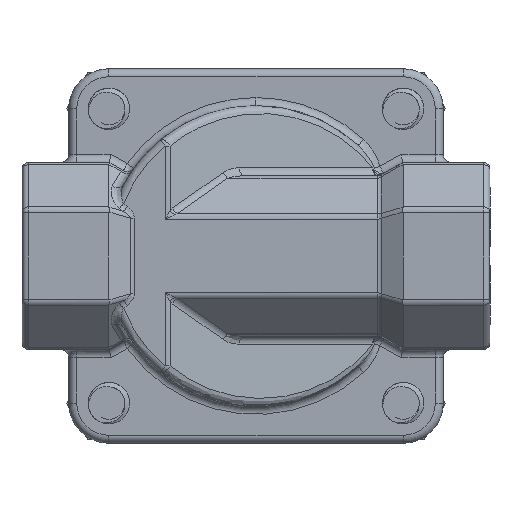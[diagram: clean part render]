
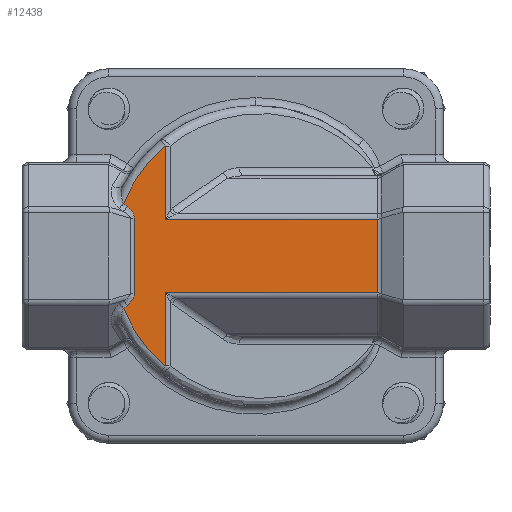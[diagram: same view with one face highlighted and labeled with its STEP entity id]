
A CAD part, front view. The second image highlights one B-rep face of the part: STEP entity #12438.
In plain terms, the highlighted planar face has unit normal (0, -1, 0).
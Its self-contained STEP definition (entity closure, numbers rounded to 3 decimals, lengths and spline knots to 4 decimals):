
#219 = VERTEX_POINT ( 'NONE', #8203 ) ;
#630 = DIRECTION ( 'NONE',  ( 0., -1., 0. ) ) ;
#636 = EDGE_CURVE ( 'NONE', #16333, #1982, #20722, .T. ) ;
#1303 = DIRECTION ( 'NONE',  ( 0., 0., 1. ) ) ;
#1490 = DIRECTION ( 'NONE',  ( 0., 0., 1. ) ) ;
#1518 = LINE ( 'NONE', #12448, #1545 ) ;
#1545 = VECTOR ( 'NONE', #16878, 39.3701 ) ;
#1714 = CIRCLE ( 'NONE', #20510, 0.839 ) ;
#1936 = ORIENTED_EDGE ( 'NONE', *, *, #19436, .T. ) ;
#1982 = VERTEX_POINT ( 'NONE', #9998 ) ;
#2006 = VECTOR ( 'NONE', #5492, 39.3701 ) ;
#2028 = CARTESIAN_POINT ( 'NONE',  ( -0.7307, -1.13, -0.2682 ) ) ;
#2706 = CARTESIAN_POINT ( 'NONE',  ( -0.5332, -1.13, 0.6477 ) ) ;
#2788 = CARTESIAN_POINT ( 'NONE',  ( -0.7166, -1.13, 0.2443 ) ) ;
#3067 = ORIENTED_EDGE ( 'NONE', *, *, #636, .T. ) ;
#3203 = CARTESIAN_POINT ( 'NONE',  ( 0.7166, -1.13, -0.2165 ) ) ;
#3283 = DIRECTION ( 'NONE',  ( 0., 0., 1. ) ) ;
#3988 = VECTOR ( 'NONE', #23633, 39.3701 ) ;
#4233 = VERTEX_POINT ( 'NONE', #4289 ) ;
#4289 = CARTESIAN_POINT ( 'NONE',  ( 0.7159, -1.13, 0.2165 ) ) ;
#4370 = CARTESIAN_POINT ( 'NONE',  ( 0., -1.13, 0. ) ) ;
#5492 = DIRECTION ( 'NONE',  ( -1., 0., 0. ) ) ;
#5669 = DIRECTION ( 'NONE',  ( -0.756, 0., -0.655 ) ) ;
#5901 = CARTESIAN_POINT ( 'NONE',  ( 0.7161, -1.13, -0.2165 ) ) ;
#5935 = VERTEX_POINT ( 'NONE', #11484 ) ;
#6125 = LINE ( 'NONE', #12084, #3988 ) ;
#6196 = DIRECTION ( 'NONE',  ( 0., 0., 1. ) ) ;
#6225 = VERTEX_POINT ( 'NONE', #8289 ) ;
#7643 = ORIENTED_EDGE ( 'NONE', *, *, #26979, .T. ) ;
#7784 = ORIENTED_EDGE ( 'NONE', *, *, #12385, .T. ) ;
#8030 = LINE ( 'NONE', #25245, #16080 ) ;
#8203 = CARTESIAN_POINT ( 'NONE',  ( -0.5332, -1.13, -0.6477 ) ) ;
#8289 = CARTESIAN_POINT ( 'NONE',  ( -0.7573, -1.13, -0.2913 ) ) ;
#8345 = EDGE_CURVE ( 'NONE', #1982, #23684, #1518, .T. ) ;
#8354 = CARTESIAN_POINT ( 'NONE',  ( 0., -1.13, 0. ) ) ;
#8841 = CARTESIAN_POINT ( 'NONE',  ( -0.7166, -1.13, 0.2223 ) ) ;
#8878 = AXIS2_PLACEMENT_3D ( 'NONE', #8354, #25860, #6196 ) ;
#9219 = VECTOR ( 'NONE', #14280, 39.3701 ) ;
#9833 = LINE ( 'NONE', #18575, #2006 ) ;
#9998 = CARTESIAN_POINT ( 'NONE',  ( -0.7794, -1.13, 0.3105 ) ) ;
#11421 = ORIENTED_EDGE ( 'NONE', *, *, #21042, .T. ) ;
#11484 = CARTESIAN_POINT ( 'NONE',  ( 0.7159, -1.13, -0.2165 ) ) ;
#11557 = CARTESIAN_POINT ( 'NONE',  ( -0.7573, -1.13, 0.2913 ) ) ;
#11787 = VERTEX_POINT ( 'NONE', #24532 ) ;
#11954 = ORIENTED_EDGE ( 'NONE', *, *, #18203, .T. ) ;
#12084 = CARTESIAN_POINT ( 'NONE',  ( 0., -1.13, -0.2165 ) ) ;
#12148 = DIRECTION ( 'NONE',  ( 0., -1., 0. ) ) ;
#12306 = CARTESIAN_POINT ( 'NONE',  ( -0.7573, -1.13, 0.2913 ) ) ;
#12385 = EDGE_CURVE ( 'NONE', #18478, #4233, #24218, .T. ) ;
#12402 = ORIENTED_EDGE ( 'NONE', *, *, #13334, .T. ) ;
#12438 = ADVANCED_FACE ( 'Defeatured_0_44', ( #21405 ), #28014, .F. ) ;
#12448 = CARTESIAN_POINT ( 'NONE',  ( -0.7139, -1.13, 0.2537 ) ) ;
#13142 = DIRECTION ( 'NONE',  ( 0., 0., 1. ) ) ;
#13334 = EDGE_CURVE ( 'NONE', #4233, #15510, #9833, .T. ) ;
#13782 = EDGE_CURVE ( 'NONE', #11787, #23684, #14174, .T. ) ;
#13996 = VERTEX_POINT ( 'NONE', #3203 ) ;
#14174 =( BOUNDED_CURVE ( )  B_SPLINE_CURVE ( 3, ( #8841, #2788, #26189, #11557 ),
 .UNSPECIFIED., .F., .F. ) 
 B_SPLINE_CURVE_WITH_KNOTS ( ( 4, 4 ),
 ( 0.1391, 0.8099 ),
 .UNSPECIFIED. ) 
 CURVE ( )  GEOMETRIC_REPRESENTATION_ITEM ( )  RATIONAL_B_SPLINE_CURVE ( ( 1., 0.963, 0.963, 1. ) ) 
 REPRESENTATION_ITEM ( '' )  );
#14280 = DIRECTION ( 'NONE',  ( 0., 0., 1. ) ) ;
#14378 = CARTESIAN_POINT ( 'NONE',  ( -0.5332, -1.13, 0. ) ) ;
#15510 = VERTEX_POINT ( 'NONE', #21260 ) ;
#15655 = CARTESIAN_POINT ( 'NONE',  ( 0.7166, -1.13, 0.2165 ) ) ;
#15740 = ORIENTED_EDGE ( 'NONE', *, *, #20123, .T. ) ;
#15844 = LINE ( 'NONE', #24585, #23396 ) ;
#16080 = VECTOR ( 'NONE', #23509, 39.3701 ) ;
#16333 = VERTEX_POINT ( 'NONE', #2706 ) ;
#16399 = EDGE_LOOP ( 'NONE', ( #11421, #1936, #23789, #15740, #7643, #21047, #7784, #12402, #11954, #3067, #24323, #25419, #26866, #23400 ) ) ;
#16521 = LINE ( 'NONE', #14378, #17538 ) ;
#16550 = CARTESIAN_POINT ( 'NONE',  ( 0.7164, -1.13, 0.2165 ) ) ;
#16588 = LINE ( 'NONE', #25335, #22836 ) ;
#16693 = CARTESIAN_POINT ( 'NONE',  ( 0.7166, -1.13, 0.2165 ) ) ;
#16878 = DIRECTION ( 'NONE',  ( 0.756, 0., -0.655 ) ) ;
#17538 = VECTOR ( 'NONE', #1303, 39.3701 ) ;
#17760 = CARTESIAN_POINT ( 'NONE',  ( -0.5332, -1.13, -0.2165 ) ) ;
#17964 = CARTESIAN_POINT ( 'NONE',  ( -0.7794, -1.13, -0.3105 ) ) ;
#18203 = EDGE_CURVE ( 'NONE', #15510, #16333, #16521, .T. ) ;
#18478 = VERTEX_POINT ( 'NONE', #15655 ) ;
#18575 = CARTESIAN_POINT ( 'NONE',  ( 0., -1.13, 0.2165 ) ) ;
#18836 = CARTESIAN_POINT ( 'NONE',  ( 0.7166, -1.13, -0.2165 ) ) ;
#19007 = CARTESIAN_POINT ( 'NONE',  ( 0., -1.13, 0. ) ) ;
#19436 = EDGE_CURVE ( 'NONE', #21761, #219, #1714, .T. ) ;
#19533 = CARTESIAN_POINT ( 'NONE',  ( -0.7166, -1.13, -0.2443 ) ) ;
#20123 = EDGE_CURVE ( 'NONE', #22195, #5935, #6125, .T. ) ;
#20510 = AXIS2_PLACEMENT_3D ( 'NONE', #4370, #630, #13142 ) ;
#20722 = CIRCLE ( 'NONE', #27135, 0.839 ) ;
#20874 = CARTESIAN_POINT ( 'NONE',  ( 0.7166, -1.13, 0.236 ) ) ;
#21042 = EDGE_CURVE ( 'NONE', #6225, #21761, #16588, .T. ) ;
#21047 = ORIENTED_EDGE ( 'NONE', *, *, #24849, .T. ) ;
#21258 = CARTESIAN_POINT ( 'NONE',  ( 0.7164, -1.13, -0.2165 ) ) ;
#21260 = CARTESIAN_POINT ( 'NONE',  ( -0.5332, -1.13, 0.2165 ) ) ;
#21405 = FACE_OUTER_BOUND ( 'NONE', #16399, .T. ) ;
#21632 = EDGE_CURVE ( 'NONE', #6225, #26196, #26176, .T. ) ;
#21690 = CARTESIAN_POINT ( 'NONE',  ( -0.7573, -1.13, -0.2913 ) ) ;
#21761 = VERTEX_POINT ( 'NONE', #17964 ) ;
#22195 = VERTEX_POINT ( 'NONE', #17760 ) ;
#22836 = VECTOR ( 'NONE', #5669, 39.3701 ) ;
#22885 = LINE ( 'NONE', #20874, #9219 ) ;
#23148 = CARTESIAN_POINT ( 'NONE',  ( 0.7159, -1.13, 0.2165 ) ) ;
#23396 = VECTOR ( 'NONE', #3283, 39.3701 ) ;
#23400 = ORIENTED_EDGE ( 'NONE', *, *, #21632, .F. ) ;
#23509 = DIRECTION ( 'NONE',  ( 0., 0., -1. ) ) ;
#23633 = DIRECTION ( 'NONE',  ( 1., 0., 0. ) ) ;
#23684 = VERTEX_POINT ( 'NONE', #12306 ) ;
#23789 = ORIENTED_EDGE ( 'NONE', *, *, #25198, .T. ) ;
#24218 =( BOUNDED_CURVE ( )  B_SPLINE_CURVE ( 3, ( #16693, #16550, #25300, #23148 ),
 .UNSPECIFIED., .F., .T. ) 
 B_SPLINE_CURVE_WITH_KNOTS ( ( 4, 4 ),
 ( 3.1346, 3.1416 ),
 .UNSPECIFIED. ) 
 CURVE ( )  GEOMETRIC_REPRESENTATION_ITEM ( )  RATIONAL_B_SPLINE_CURVE ( ( 1., 1., 1., 1. ) ) 
 REPRESENTATION_ITEM ( '' )  );
#24323 = ORIENTED_EDGE ( 'NONE', *, *, #8345, .T. ) ;
#24532 = CARTESIAN_POINT ( 'NONE',  ( -0.7166, -1.13, 0.2223 ) ) ;
#24585 = CARTESIAN_POINT ( 'NONE',  ( -0.5332, -1.13, 0. ) ) ;
#24849 = EDGE_CURVE ( 'NONE', #13996, #18478, #22885, .T. ) ;
#25115 = CARTESIAN_POINT ( 'NONE',  ( -0.7166, -1.13, -0.2223 ) ) ;
#25198 = EDGE_CURVE ( 'NONE', #219, #22195, #15844, .T. ) ;
#25245 = CARTESIAN_POINT ( 'NONE',  ( -0.7166, -1.13, -0.236 ) ) ;
#25300 = CARTESIAN_POINT ( 'NONE',  ( 0.7161, -1.13, 0.2165 ) ) ;
#25335 = CARTESIAN_POINT ( 'NONE',  ( -0.8109, -1.13, -0.3377 ) ) ;
#25361 = EDGE_CURVE ( 'NONE', #11787, #26196, #8030, .T. ) ;
#25419 = ORIENTED_EDGE ( 'NONE', *, *, #13782, .F. ) ;
#25568 = CARTESIAN_POINT ( 'NONE',  ( 0.7159, -1.13, -0.2165 ) ) ;
#25860 = DIRECTION ( 'NONE',  ( 0., 1., 0. ) ) ;
#26176 =( BOUNDED_CURVE ( )  B_SPLINE_CURVE ( 3, ( #21690, #2028, #19533, #28299 ),
 .UNSPECIFIED., .F., .T. ) 
 B_SPLINE_CURVE_WITH_KNOTS ( ( 4, 4 ),
 ( 5.4733, 6.1441 ),
 .UNSPECIFIED. ) 
 CURVE ( )  GEOMETRIC_REPRESENTATION_ITEM ( )  RATIONAL_B_SPLINE_CURVE ( ( 1., 0.963, 0.963, 1. ) ) 
 REPRESENTATION_ITEM ( '' )  );
#26189 = CARTESIAN_POINT ( 'NONE',  ( -0.7307, -1.13, 0.2682 ) ) ;
#26196 = VERTEX_POINT ( 'NONE', #25115 ) ;
#26866 = ORIENTED_EDGE ( 'NONE', *, *, #25361, .T. ) ;
#26979 = EDGE_CURVE ( 'NONE', #5935, #13996, #28311, .T. ) ;
#27135 = AXIS2_PLACEMENT_3D ( 'NONE', #19007, #12148, #1490 ) ;
#28014 = PLANE ( 'NONE',  #8878 ) ;
#28299 = CARTESIAN_POINT ( 'NONE',  ( -0.7166, -1.13, -0.2223 ) ) ;
#28311 =( BOUNDED_CURVE ( )  B_SPLINE_CURVE ( 3, ( #25568, #5901, #21258, #18836 ),
 .UNSPECIFIED., .F., .F. ) 
 B_SPLINE_CURVE_WITH_KNOTS ( ( 4, 4 ),
 ( 0., 0.007 ),
 .UNSPECIFIED. ) 
 CURVE ( )  GEOMETRIC_REPRESENTATION_ITEM ( )  RATIONAL_B_SPLINE_CURVE ( ( 1., 1., 1., 1. ) ) 
 REPRESENTATION_ITEM ( '' )  );
